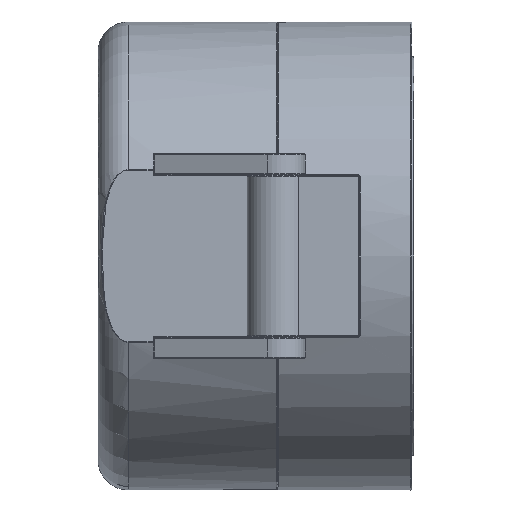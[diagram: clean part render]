
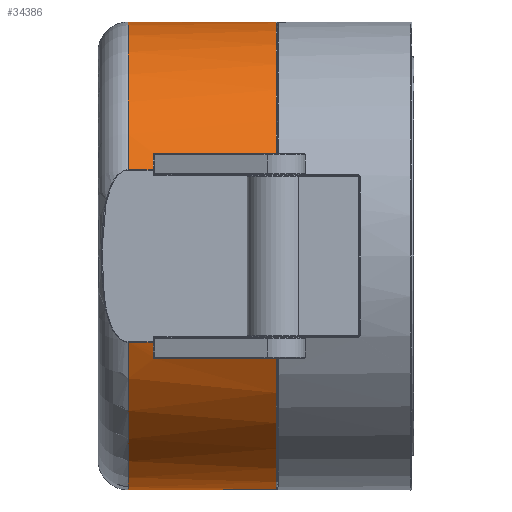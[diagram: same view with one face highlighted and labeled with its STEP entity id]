
A CAD part, left-side view. The second image highlights one B-rep face of the part: STEP entity #34386.
In plain terms, the highlighted cylindrical face has radius 27.15 mm (diameter 54.3 mm), a partial arc.
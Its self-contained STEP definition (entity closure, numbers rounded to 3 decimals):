
#1968=CYLINDRICAL_SURFACE('',#38334,27.15);
#4126=LINE('',#78339,#5976);
#4137=LINE('',#78501,#5987);
#4141=LINE('',#78552,#5991);
#4143=LINE('',#78649,#5993);
#4179=LINE('',#78962,#6029);
#4188=LINE('',#79011,#6038);
#5976=VECTOR('',#47373,10.);
#5987=VECTOR('',#47464,10.);
#5991=VECTOR('',#47482,10.);
#5993=VECTOR('',#47488,10.);
#6029=VECTOR('',#47660,10.);
#6038=VECTOR('',#47719,10.);
#8295=FACE_OUTER_BOUND('',#10583,.T.);
#10583=EDGE_LOOP('',(#31392,#31393,#31394,#31395,#31396,#31397,#31398,#31399,
#31400,#31401,#31402,#31403,#31404,#31405,#31406,#31407,#31408));
#12324=CIRCLE('',#38145,27.15);
#12329=CIRCLE('',#38156,27.15);
#12340=CIRCLE('',#38181,27.15);
#12343=CIRCLE('',#38184,27.15);
#12425=CIRCLE('',#38333,27.15);
#12426=CIRCLE('',#38335,27.15);
#12427=CIRCLE('',#38336,27.15);
#13278=B_SPLINE_CURVE_WITH_KNOTS('',3,(#78320,#78321,#78322,#78323,#78324),
 .UNSPECIFIED.,.F.,.F.,(4,1,4),(-0.033,-0.017,
0.),.UNSPECIFIED.);
#13283=B_SPLINE_CURVE_WITH_KNOTS('',3,(#78491,#78492,#78493,#78494,#78495),
 .UNSPECIFIED.,.F.,.F.,(4,1,4),(-0.033,-0.017,
0.),.UNSPECIFIED.);
#13297=B_SPLINE_CURVE_WITH_KNOTS('',3,(#78945,#78946,#78947,#78948,#78949,
#78950,#78951,#78952,#78953,#78954),.UNSPECIFIED.,.F.,.F.,(4,2,2,2,4),(0.045,
0.049,0.055,0.062,0.063),
 .UNSPECIFIED.);
#13304=B_SPLINE_CURVE_WITH_KNOTS('',3,(#79282,#79283,#79284,#79285,#79286,
#79287,#79288,#79289,#79290,#79291,#79292,#79293),.UNSPECIFIED.,.F.,.F.,
(4,2,2,2,2,4),(0.,0.005,0.01,0.014,
0.016,0.017),.UNSPECIFIED.);
#16057=VERTEX_POINT('',#78318);
#16058=VERTEX_POINT('',#78319);
#16061=VERTEX_POINT('',#78335);
#16081=VERTEX_POINT('',#78430);
#16088=VERTEX_POINT('',#78446);
#16093=VERTEX_POINT('',#78488);
#16094=VERTEX_POINT('',#78490);
#16096=VERTEX_POINT('',#78499);
#16100=VERTEX_POINT('',#78550);
#16102=VERTEX_POINT('',#78620);
#16111=VERTEX_POINT('',#78745);
#16142=VERTEX_POINT('',#78943);
#16143=VERTEX_POINT('',#78944);
#16145=VERTEX_POINT('',#78960);
#16155=VERTEX_POINT('',#79008);
#16156=VERTEX_POINT('',#79010);
#16192=VERTEX_POINT('',#79281);
#21019=EDGE_CURVE('',#16057,#16058,#13278,.T.);
#21025=EDGE_CURVE('',#16058,#16061,#4126,.T.);
#21065=EDGE_CURVE('',#16093,#16094,#13283,.T.);
#21068=EDGE_CURVE('',#16096,#16093,#4137,.T.);
#21072=EDGE_CURVE('',#16094,#16088,#12324,.T.);
#21078=EDGE_CURVE('',#16100,#16081,#4141,.T.);
#21083=EDGE_CURVE('',#16088,#16102,#4143,.T.);
#21089=EDGE_CURVE('',#16081,#16057,#12329,.T.);
#21120=EDGE_CURVE('',#16102,#16111,#12340,.T.);
#21123=EDGE_CURVE('',#16111,#16100,#12343,.T.);
#21161=EDGE_CURVE('',#16142,#16143,#13297,.F.);
#21166=EDGE_CURVE('',#16145,#16142,#4179,.T.);
#21189=EDGE_CURVE('',#16155,#16156,#4188,.T.);
#21267=EDGE_CURVE('',#16156,#16096,#12425,.T.);
#21268=EDGE_CURVE('',#16155,#16192,#13304,.T.);
#21269=EDGE_CURVE('',#16192,#16143,#12426,.T.);
#21270=EDGE_CURVE('',#16061,#16145,#12427,.T.);
#31392=ORIENTED_EDGE('',*,*,#21068,.F.);
#31393=ORIENTED_EDGE('',*,*,#21267,.F.);
#31394=ORIENTED_EDGE('',*,*,#21189,.F.);
#31395=ORIENTED_EDGE('',*,*,#21268,.T.);
#31396=ORIENTED_EDGE('',*,*,#21269,.T.);
#31397=ORIENTED_EDGE('',*,*,#21161,.F.);
#31398=ORIENTED_EDGE('',*,*,#21166,.F.);
#31399=ORIENTED_EDGE('',*,*,#21270,.F.);
#31400=ORIENTED_EDGE('',*,*,#21025,.F.);
#31401=ORIENTED_EDGE('',*,*,#21019,.F.);
#31402=ORIENTED_EDGE('',*,*,#21089,.F.);
#31403=ORIENTED_EDGE('',*,*,#21078,.F.);
#31404=ORIENTED_EDGE('',*,*,#21123,.F.);
#31405=ORIENTED_EDGE('',*,*,#21120,.F.);
#31406=ORIENTED_EDGE('',*,*,#21083,.F.);
#31407=ORIENTED_EDGE('',*,*,#21072,.F.);
#31408=ORIENTED_EDGE('',*,*,#21065,.F.);
#34386=ADVANCED_FACE('',(#8295),#1968,.T.);
#38145=AXIS2_PLACEMENT_3D('',#78541,#47468,#47469);
#38156=AXIS2_PLACEMENT_3D('',#78658,#47500,#47501);
#38181=AXIS2_PLACEMENT_3D('',#78746,#47568,#47569);
#38184=AXIS2_PLACEMENT_3D('',#78750,#47574,#47575);
#38333=AXIS2_PLACEMENT_3D('',#79279,#47919,#47920);
#38334=AXIS2_PLACEMENT_3D('',#79280,#47921,#47922);
#38335=AXIS2_PLACEMENT_3D('',#79294,#47923,#47924);
#38336=AXIS2_PLACEMENT_3D('',#79295,#47925,#47926);
#47373=DIRECTION('',(0.,1.,0.));
#47464=DIRECTION('',(0.,-1.,0.));
#47468=DIRECTION('center_axis',(0.,1.,0.));
#47469=DIRECTION('ref_axis',(-0.916,0.,-0.402));
#47482=DIRECTION('',(0.,1.,0.));
#47488=DIRECTION('',(0.,-1.,0.));
#47500=DIRECTION('center_axis',(0.,1.,0.));
#47501=DIRECTION('ref_axis',(-0.916,0.,0.402));
#47568=DIRECTION('center_axis',(0.,-1.,0.));
#47569=DIRECTION('ref_axis',(1.,0.,0.));
#47574=DIRECTION('center_axis',(0.,-1.,0.));
#47575=DIRECTION('ref_axis',(1.,0.,0.));
#47660=DIRECTION('',(0.,-1.,0.));
#47719=DIRECTION('',(0.,1.,0.));
#47919=DIRECTION('center_axis',(0.,1.,0.));
#47920=DIRECTION('ref_axis',(0.224,0.,-0.975));
#47921=DIRECTION('center_axis',(0.,1.,0.));
#47922=DIRECTION('ref_axis',(1.,0.,0.));
#47923=DIRECTION('center_axis',(0.,-1.,0.));
#47924=DIRECTION('ref_axis',(-1.,0.,0.));
#47925=DIRECTION('center_axis',(0.,1.,0.));
#47926=DIRECTION('ref_axis',(0.164,0.,0.986));
#78318=CARTESIAN_POINT('',(-24.496,6.4,11.707));
#78319=CARTESIAN_POINT('',(-24.4,6.6,11.906));
#78320=CARTESIAN_POINT('Ctrl Pts',(-24.496,6.4,11.707));
#78321=CARTESIAN_POINT('Ctrl Pts',(-24.473,6.4,11.757));
#78322=CARTESIAN_POINT('Ctrl Pts',(-24.424,6.438,11.857));
#78323=CARTESIAN_POINT('Ctrl Pts',(-24.4,6.545,11.906));
#78324=CARTESIAN_POINT('Ctrl Pts',(-24.4,6.6,11.906));
#78335=CARTESIAN_POINT('',(-24.4,20.7,11.906));
#78339=CARTESIAN_POINT('',(-24.4,0.,11.906));
#78430=CARTESIAN_POINT('',(-25.243,6.4,9.996));
#78446=CARTESIAN_POINT('',(-25.243,6.4,-9.996));
#78488=CARTESIAN_POINT('',(-24.4,6.6,-11.906));
#78490=CARTESIAN_POINT('',(-24.496,6.4,-11.707));
#78491=CARTESIAN_POINT('Ctrl Pts',(-24.4,6.6,-11.906));
#78492=CARTESIAN_POINT('Ctrl Pts',(-24.4,6.545,-11.906));
#78493=CARTESIAN_POINT('Ctrl Pts',(-24.424,6.438,-11.857));
#78494=CARTESIAN_POINT('Ctrl Pts',(-24.473,6.4,-11.757));
#78495=CARTESIAN_POINT('Ctrl Pts',(-24.496,6.4,-11.707));
#78499=CARTESIAN_POINT('',(-24.4,20.7,-11.906));
#78501=CARTESIAN_POINT('',(-24.4,0.,-11.906));
#78541=CARTESIAN_POINT('Origin',(0.,6.4,0.));
#78550=CARTESIAN_POINT('',(-25.243,3.5,9.996));
#78552=CARTESIAN_POINT('',(-25.243,0.,9.996));
#78620=CARTESIAN_POINT('',(-25.243,3.5,-9.996));
#78649=CARTESIAN_POINT('',(-25.243,0.,-9.996));
#78658=CARTESIAN_POINT('Origin',(0.,6.4,0.));
#78745=CARTESIAN_POINT('',(0.,3.5,-27.15));
#78746=CARTESIAN_POINT('Origin',(0.,3.5,0.));
#78750=CARTESIAN_POINT('Origin',(0.,3.5,0.));
#78943=CARTESIAN_POINT('',(26.938,5.1,3.388));
#78944=CARTESIAN_POINT('',(26.959,5.,3.216));
#78945=CARTESIAN_POINT('Ctrl Pts',(26.959,5.,3.216));
#78946=CARTESIAN_POINT('Ctrl Pts',(26.957,5.,3.233));
#78947=CARTESIAN_POINT('Ctrl Pts',(26.955,5.003,3.25));
#78948=CARTESIAN_POINT('Ctrl Pts',(26.95,5.018,3.289));
#78949=CARTESIAN_POINT('Ctrl Pts',(26.948,5.03,3.309));
#78950=CARTESIAN_POINT('Ctrl Pts',(26.943,5.059,3.347));
#78951=CARTESIAN_POINT('Ctrl Pts',(26.94,5.079,3.367));
#78952=CARTESIAN_POINT('Ctrl Pts',(26.938,5.099,3.387));
#78953=CARTESIAN_POINT('Ctrl Pts',(26.938,5.1,3.387));
#78954=CARTESIAN_POINT('Ctrl Pts',(26.938,5.1,3.388));
#78960=CARTESIAN_POINT('',(26.938,20.7,3.388));
#78962=CARTESIAN_POINT('',(26.938,0.,3.388));
#79008=CARTESIAN_POINT('',(27.15,5.135,0.));
#79010=CARTESIAN_POINT('',(27.15,20.7,0.));
#79011=CARTESIAN_POINT('',(27.15,0.,0.));
#79279=CARTESIAN_POINT('Origin',(0.,20.7,0.));
#79280=CARTESIAN_POINT('Origin',(0.,0.,0.));
#79281=CARTESIAN_POINT('',(27.15,5.,0.095));
#79282=CARTESIAN_POINT('Ctrl Pts',(27.15,5.135,0.));
#79283=CARTESIAN_POINT('Ctrl Pts',(27.15,5.119,0.));
#79284=CARTESIAN_POINT('Ctrl Pts',(27.15,5.101,0.002));
#79285=CARTESIAN_POINT('Ctrl Pts',(27.15,5.068,0.012));
#79286=CARTESIAN_POINT('Ctrl Pts',(27.15,5.052,0.02));
#79287=CARTESIAN_POINT('Ctrl Pts',(27.15,5.029,0.037));
#79288=CARTESIAN_POINT('Ctrl Pts',(27.15,5.018,0.048));
#79289=CARTESIAN_POINT('Ctrl Pts',(27.15,5.007,0.066));
#79290=CARTESIAN_POINT('Ctrl Pts',(27.15,5.005,0.073));
#79291=CARTESIAN_POINT('Ctrl Pts',(27.15,5.001,0.085));
#79292=CARTESIAN_POINT('Ctrl Pts',(27.15,5.,0.09));
#79293=CARTESIAN_POINT('Ctrl Pts',(27.15,5.,0.095));
#79294=CARTESIAN_POINT('Origin',(0.,5.,0.));
#79295=CARTESIAN_POINT('Origin',(0.,20.7,0.));
